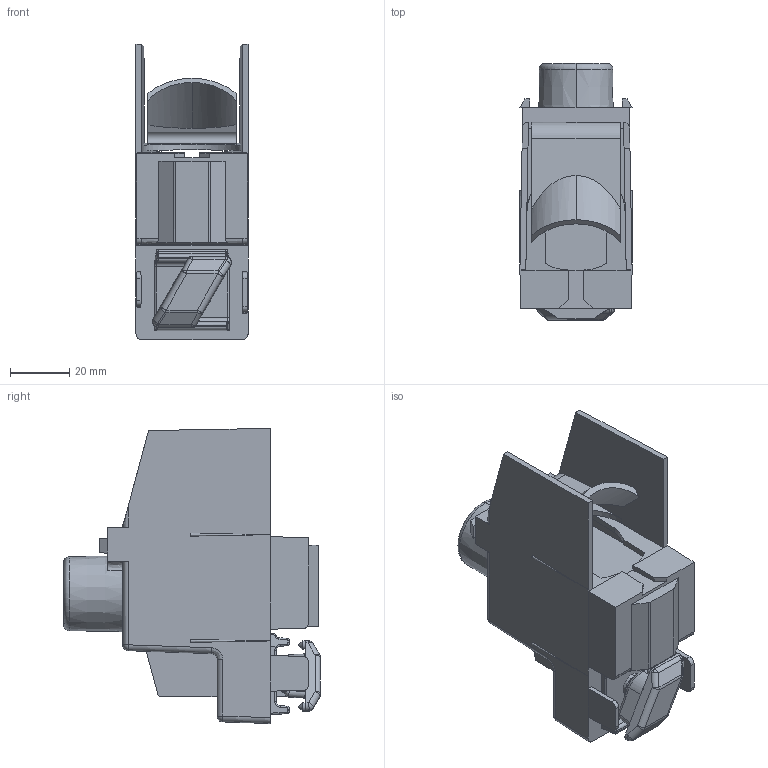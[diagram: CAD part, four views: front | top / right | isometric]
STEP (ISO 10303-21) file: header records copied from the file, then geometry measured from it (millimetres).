
FILE_DESCRIPTION(/* description */ (''),/* implementation_level */ '2;1');
FILE_NAME(/* name */ 'ad2150_dummy_ABB.stp',/* time_stamp */ '2017-02-24T10:28:09+01:00',/* author */ (''),/* organization */ (''),/* preprocessor_version */ 'ST-DEVELOPER v16',/* originating_system */ 'SIEMENS PLM Software NX 11.0',/* authorisation */ '');
FILE_SCHEMA (('AP203_CONFIGURATION_CONTROLLED_3D_DESIGN_OF_MECHANICAL_PARTS_AND_ASSEMBLIES_MIM_LF { 1 0 10303 403 2 1 2}'));
Length unit declared in the file: millimetre
Products named in the file (1): admi1F1C055Bve6z
Bounding box: 38 x 87 x 100 mm (x, y, z)
Volume: 122691.3 mm3; surface area: 34705.1 mm2
Topology: 1 solids, 1 shells, 423 faces, 1102 edges, 664 vertices
Faces by surface type: plane 170, cylinder 114, bspline 60, torus 36, cone 24, sphere 16, extrusion 3
Full cylindrical faces by diameter (mm): 13 x1
Entity records: 16086 total; most frequent: CARTESIAN_POINT 4675, ORIENTED_EDGE 2154, DIRECTION 1809, EDGE_CURVE 1077, VERTEX_POINT 657, AXIS2_PLACEMENT_3D 626, VECTOR 557, LINE 554
